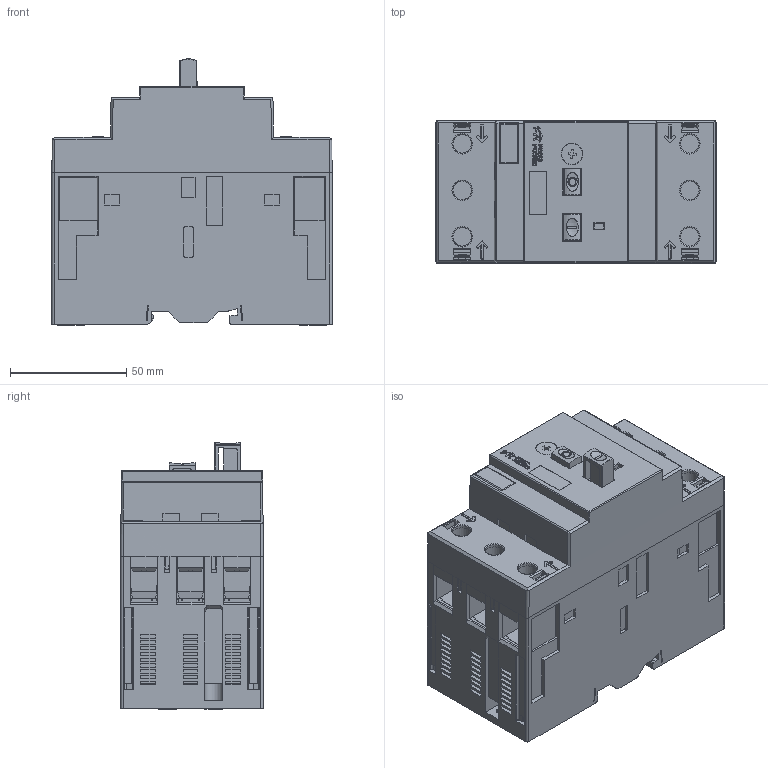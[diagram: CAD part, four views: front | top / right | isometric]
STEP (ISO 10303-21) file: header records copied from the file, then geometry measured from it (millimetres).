
FILE_DESCRIPTION(('STEP AP242'), '1');
FILE_NAME('JGV3-80ME 25-40', '', ('UNSPECIFIED'), ('UNSPECIFIED'), 'C3D Converter', 'C3D Toolkit', '');
FILE_SCHEMA(('AP242_MANAGED_MODEL_BASED_3D_ENGINEERING_MIM_LF { 1 0 10303 442 1 1 4 }'));
Length unit declared in the file: millimetre
Products named in the file (1): Автомат защиты двигателя PROMPOWER
Bounding box: 120.6 x 61.32 x 114.54 mm (x, y, z)
Volume: 523513.2 mm3; surface area: 142815.3 mm2
Topology: 1 solids, 1 shells, 2382 faces, 6695 edges, 4359 vertices
Faces by surface type: plane 1945, cylinder 333, torus 38, extrusion 30, cone 15, sphere 12, bspline 9
Full cylindrical faces by diameter (mm): 2.4 x4, 2.75 x1, 3.2 x4, 4.35 x1, 5.95 x2, 8 x6, 8.95 x1, 9 x6, 9.2 x1
Entity records: 101800 total; most frequent: CARTESIAN_POINT 21232, ORIENTED_EDGE 13288, DIRECTION 11806, EDGE_CURVE 6644, VECTOR 5756, LINE 5726, VERTEX_POINT 4359, AXIS2_PLACEMENT_3D 3025
